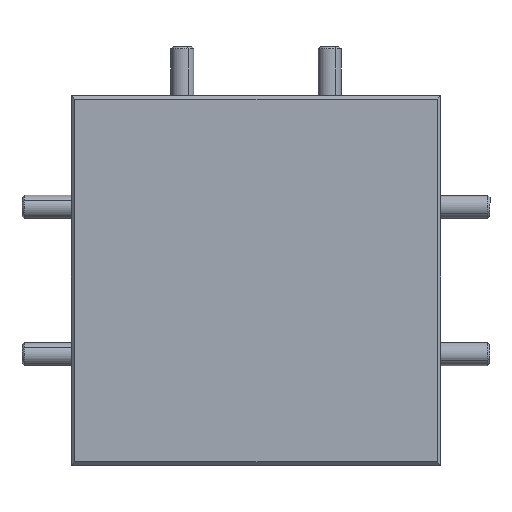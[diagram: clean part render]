
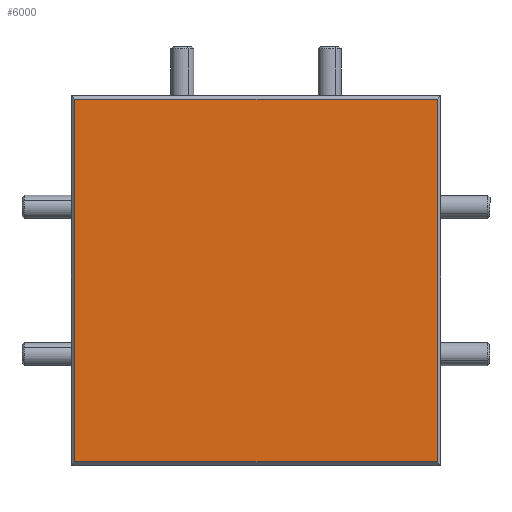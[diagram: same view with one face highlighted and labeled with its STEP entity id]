
A CAD part, front view. The second image highlights one B-rep face of the part: STEP entity #6000.
In plain terms, the highlighted planar face has unit normal (0, -1, 0).
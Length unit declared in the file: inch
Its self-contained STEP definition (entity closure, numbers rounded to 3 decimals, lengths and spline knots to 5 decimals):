
#669 = EDGE_CURVE ( 'NONE', #2883, #9766, #1815, .T. ) ;
#737 = FACE_OUTER_BOUND ( 'NONE', #5010, .T. ) ;
#739 = CARTESIAN_POINT ( 'NONE',  ( 0., 0., 0.49 ) ) ;
#894 = DIRECTION ( 'NONE',  ( 1., 0., 0. ) ) ;
#1815 = LINE ( 'NONE', #739, #2915 ) ;
#2883 = VERTEX_POINT ( 'NONE', #10451 ) ;
#2915 = VECTOR ( 'NONE', #3881, 39.37008 ) ;
#3813 = CARTESIAN_POINT ( 'NONE',  ( 0.49, 0., -0.49 ) ) ;
#3881 = DIRECTION ( 'NONE',  ( -1., 0., 0. ) ) ;
#4001 = DIRECTION ( 'NONE',  ( 0., 0., 1. ) ) ;
#4068 = DIRECTION ( 'NONE',  ( 0., 1., 0. ) ) ;
#4079 = LINE ( 'NONE', #5150, #5508 ) ;
#4425 = LINE ( 'NONE', #11689, #8161 ) ;
#4473 = EDGE_CURVE ( 'NONE', #7107, #2883, #4425, .T. ) ;
#4815 = PLANE ( 'NONE',  #10421 ) ;
#4979 = VECTOR ( 'NONE', #894, 39.37008 ) ;
#5010 = EDGE_LOOP ( 'NONE', ( #10166, #12752, #12537, #10960 ) ) ;
#5057 = CARTESIAN_POINT ( 'NONE',  ( -0.49, 0., -0.49 ) ) ;
#5150 = CARTESIAN_POINT ( 'NONE',  ( -0.49, 0., 0. ) ) ;
#5172 = CARTESIAN_POINT ( 'NONE',  ( 0., 0., -0.49 ) ) ;
#5405 = EDGE_CURVE ( 'NONE', #6868, #7107, #13331, .T. ) ;
#5444 = DIRECTION ( 'NONE',  ( 0., 0., 1. ) ) ;
#5508 = VECTOR ( 'NONE', #10332, 39.37008 ) ;
#6000 = ADVANCED_FACE ( 'NONE', ( #737 ), #4815, .F. ) ;
#6868 = VERTEX_POINT ( 'NONE', #5057 ) ;
#7107 = VERTEX_POINT ( 'NONE', #3813 ) ;
#7252 = CARTESIAN_POINT ( 'NONE',  ( 0., 0., 0. ) ) ;
#7386 = CARTESIAN_POINT ( 'NONE',  ( -0.49, 0., 0.49 ) ) ;
#8161 = VECTOR ( 'NONE', #5444, 39.37008 ) ;
#9376 = EDGE_CURVE ( 'NONE', #9766, #6868, #4079, .T. ) ;
#9766 = VERTEX_POINT ( 'NONE', #7386 ) ;
#10166 = ORIENTED_EDGE ( 'NONE', *, *, #9376, .T. ) ;
#10332 = DIRECTION ( 'NONE',  ( 0., 0., -1. ) ) ;
#10421 = AXIS2_PLACEMENT_3D ( 'NONE', #7252, #4068, #4001 ) ;
#10451 = CARTESIAN_POINT ( 'NONE',  ( 0.49, 0., 0.49 ) ) ;
#10960 = ORIENTED_EDGE ( 'NONE', *, *, #669, .T. ) ;
#11689 = CARTESIAN_POINT ( 'NONE',  ( 0.49, 0., 0. ) ) ;
#12537 = ORIENTED_EDGE ( 'NONE', *, *, #4473, .T. ) ;
#12752 = ORIENTED_EDGE ( 'NONE', *, *, #5405, .T. ) ;
#13331 = LINE ( 'NONE', #5172, #4979 ) ;
